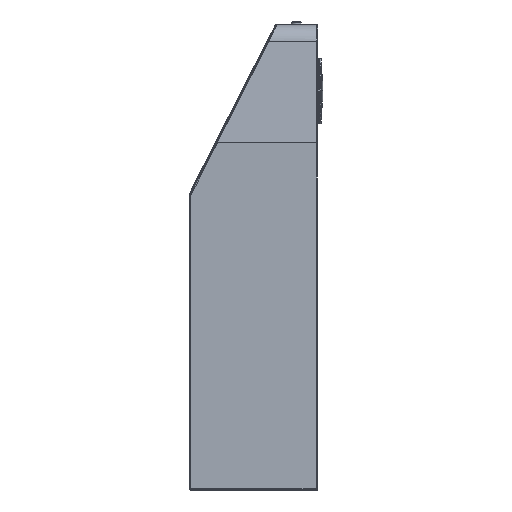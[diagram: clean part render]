
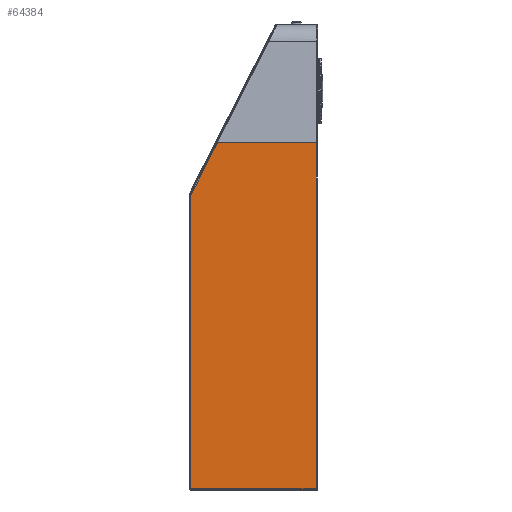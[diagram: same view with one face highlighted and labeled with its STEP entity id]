
A CAD part, left-side view. The second image highlights one B-rep face of the part: STEP entity #64384.
In plain terms, the highlighted face is planar.
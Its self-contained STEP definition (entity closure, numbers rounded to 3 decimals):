
#61561=DIRECTION('',(0.,-0.893,0.451));
#61562=VECTOR('',#61561,1.3);
#61563=CARTESIAN_POINT('',(0.5,1.16,126.914));
#61564=LINE('',#61563,#61562);
#61565=DIRECTION('',(0.,-0.893,0.451));
#61566=VECTOR('',#61565,1.3);
#61567=CARTESIAN_POINT('',(0.5,29.195,182.414));
#61568=LINE('',#61567,#61566);
#61569=DIRECTION('',(0.,1.,0.));
#61570=VECTOR('',#61569,109.366);
#61571=CARTESIAN_POINT('',(0.5,28.034,183.));
#61572=LINE('',#61571,#61570);
#61597=DIRECTION('',(0.,0.,-1.));
#61598=VECTOR('',#61597,322.5);
#61599=CARTESIAN_POINT('',(0.5,0.,127.5));
#61600=LINE('',#61599,#61598);
#61671=DIRECTION('',(0.,1.,0.));
#61672=VECTOR('',#61671,137.4);
#61673=CARTESIAN_POINT('',(0.5,0.,-195.));
#61674=LINE('',#61673,#61672);
#61783=DIRECTION('',(0.,0.,1.));
#61784=VECTOR('',#61783,378.);
#61785=CARTESIAN_POINT('',(0.5,137.4,-195.));
#61786=LINE('',#61785,#61784);
#62198=DIRECTION('',(0.,-0.451,-0.893));
#62199=VECTOR('',#62198,62.179);
#62200=CARTESIAN_POINT('',(0.5,29.195,182.414));
#62201=LINE('',#62200,#62199);
#63972=CARTESIAN_POINT('',(0.5,1.16,126.914));
#63973=CARTESIAN_POINT('',(0.5,0.,127.5));
#63974=VERTEX_POINT('',#63972);
#63975=VERTEX_POINT('',#63973);
#64104=CARTESIAN_POINT('',(0.5,29.195,182.414));
#64105=CARTESIAN_POINT('',(0.5,28.034,183.));
#64106=VERTEX_POINT('',#64104);
#64107=VERTEX_POINT('',#64105);
#64122=CARTESIAN_POINT('',(0.5,0.,-195.));
#64123=VERTEX_POINT('',#64122);
#64130=CARTESIAN_POINT('',(0.5,137.4,-195.));
#64131=VERTEX_POINT('',#64130);
#64144=CARTESIAN_POINT('',(0.5,137.4,183.));
#64145=VERTEX_POINT('',#64144);
#64363=CARTESIAN_POINT('',(0.5,0.,0.));
#64364=DIRECTION('',(-1.,0.,0.));
#64365=DIRECTION('',(0.,0.,1.));
#64366=AXIS2_PLACEMENT_3D('',#64363,#64364,#64365);
#64367=PLANE('',#64366);
#64369=ORIENTED_EDGE('',*,*,#64368,.F.);
#64371=ORIENTED_EDGE('',*,*,#64370,.F.);
#64373=ORIENTED_EDGE('',*,*,#64372,.F.);
#64375=ORIENTED_EDGE('',*,*,#64374,.T.);
#64377=ORIENTED_EDGE('',*,*,#64376,.T.);
#64379=ORIENTED_EDGE('',*,*,#64378,.F.);
#64381=ORIENTED_EDGE('',*,*,#64380,.F.);
#64382=EDGE_LOOP('',(#64369,#64371,#64373,#64375,#64377,#64379,#64381));
#64383=FACE_OUTER_BOUND('',#64382,.F.);
#64384=ADVANCED_FACE('',(#64383),#64367,.F.);
#64368=EDGE_CURVE('',#63975,#64123,#61600,.T.);
#64370=EDGE_CURVE('',#63974,#63975,#61564,.T.);
#64372=EDGE_CURVE('',#64106,#63974,#62201,.T.);
#64374=EDGE_CURVE('',#64106,#64107,#61568,.T.);
#64376=EDGE_CURVE('',#64107,#64145,#61572,.T.);
#64378=EDGE_CURVE('',#64131,#64145,#61786,.T.);
#64380=EDGE_CURVE('',#64123,#64131,#61674,.T.);
